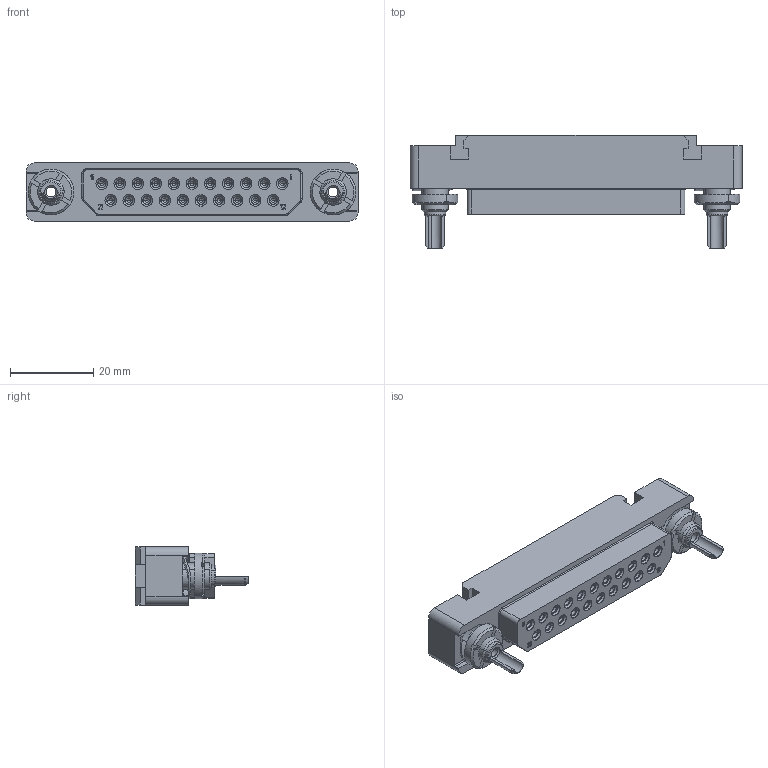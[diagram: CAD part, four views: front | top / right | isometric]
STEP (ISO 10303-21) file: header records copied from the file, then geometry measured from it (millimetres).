
FILE_DESCRIPTION((''),'2;1');
FILE_NAME('1900ND04S2B00B','2020-08-03T',('presta_be4'),(''),'CREO PARAMETRIC BY PTC INC, 2018360','CREO PARAMETRIC BY PTC INC, 2018360','');
FILE_SCHEMA(('CONFIG_CONTROL_DESIGN'));
Products named in the file (1): 1900ND04S2B00B
Bounding box: 80 x 27.27 x 14 mm (x, y, z)
Volume: 14366.2 mm3; surface area: 20983.2 mm2
Topology: 24 solids, 24 shells, 2713 faces, 6870 edges, 4262 vertices
Faces by surface type: plane 1018, cylinder 981, cone 424, torus 168, bspline 96, extrusion 26
Entity records: 91454 total; most frequent: CARTESIAN_POINT 26249, DIRECTION 13682, ORIENTED_EDGE 13564, EDGE_CURVE 6782, AXIS2_PLACEMENT_3D 5187, VERTEX_POINT 4262, VECTOR 3308, LINE 3282
